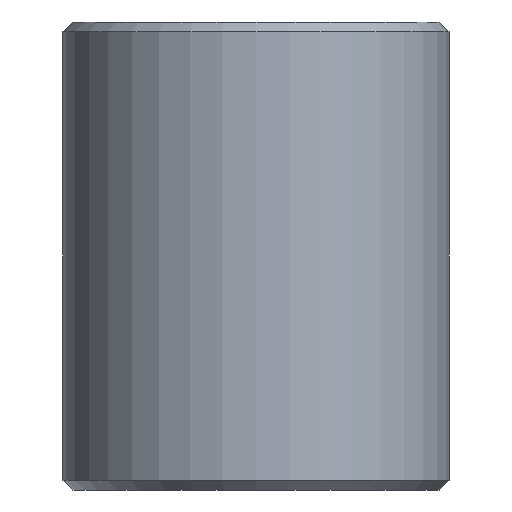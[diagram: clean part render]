
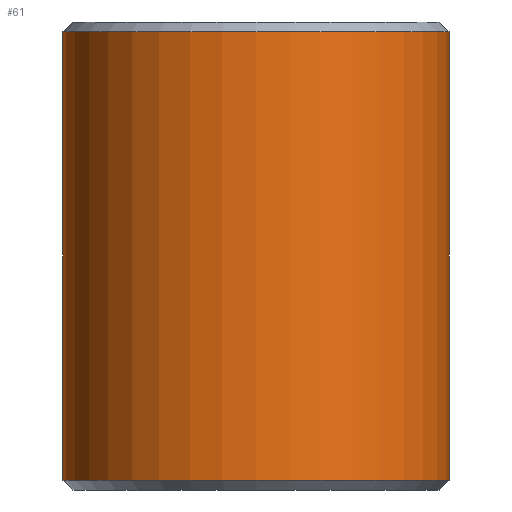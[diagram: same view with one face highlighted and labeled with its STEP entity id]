
A CAD part, front view. The second image highlights one B-rep face of the part: STEP entity #61.
In plain terms, the highlighted cylindrical face has radius 0.99 mm (diameter 1.98 mm), a full revolution.
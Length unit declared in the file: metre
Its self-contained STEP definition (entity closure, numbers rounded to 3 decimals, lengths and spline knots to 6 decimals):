
#24=ORIENTED_EDGE('',*,*,#32,.T.);
#25=ORIENTED_EDGE('',*,*,#33,.T.);
#32=EDGE_CURVE('',#36,#36,#40,.T.);
#33=EDGE_CURVE('',#37,#37,#41,.F.);
#36=VERTEX_POINT('',#111);
#37=VERTEX_POINT('',#113);
#40=CIRCLE('',#80,0.00099);
#41=CIRCLE('',#81,0.00099);
#44=EDGE_LOOP('',(#24));
#45=EDGE_LOOP('',(#25));
#52=FACE_BOUND('',#44,.T.);
#53=FACE_BOUND('',#45,.T.);
#60=CYLINDRICAL_SURFACE('',#79,0.00099);
#61=ADVANCED_FACE('',(#52,#53),#60,.T.);
#79=AXIS2_PLACEMENT_3D('',#109,#90,#91);
#80=AXIS2_PLACEMENT_3D('',#110,#92,#93);
#81=AXIS2_PLACEMENT_3D('',#112,#94,#95);
#90=DIRECTION('',(0.,0.,-1.));
#91=DIRECTION('',(-1.,0.,0.));
#92=DIRECTION('',(0.,0.,1.));
#93=DIRECTION('',(1.,0.,0.));
#94=DIRECTION('',(0.,0.,1.));
#95=DIRECTION('',(1.,0.,0.));
#109=CARTESIAN_POINT('',(0.,0.,0.0024));
#110=CARTESIAN_POINT('',(0.,0.,0.000051));
#111=CARTESIAN_POINT('',(0.00099,0.,0.000051));
#112=CARTESIAN_POINT('',(0.,0.,0.002349));
#113=CARTESIAN_POINT('',(0.00099,0.,0.002349));
